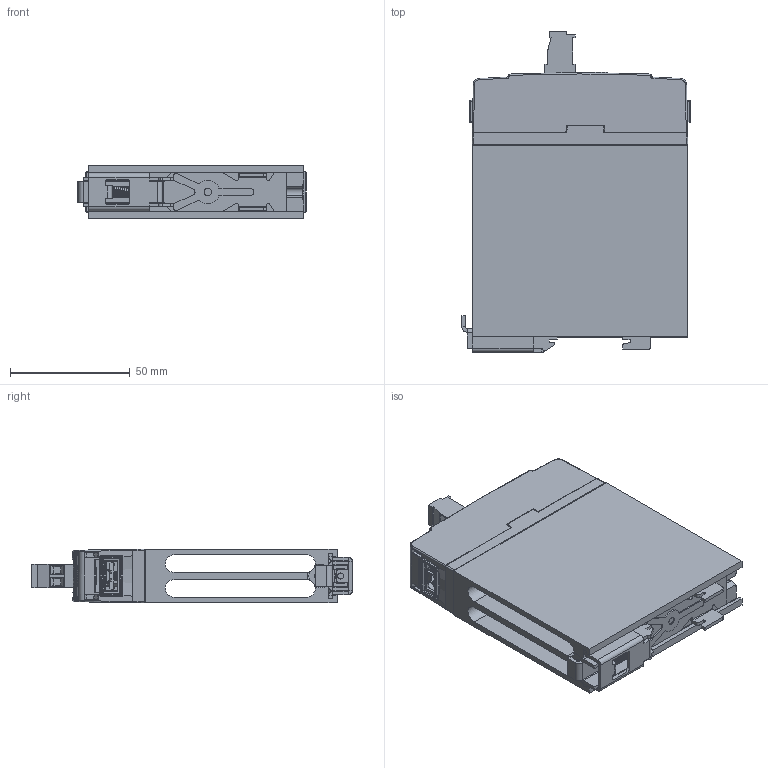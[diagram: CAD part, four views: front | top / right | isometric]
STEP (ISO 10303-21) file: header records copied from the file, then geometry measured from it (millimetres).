
FILE_DESCRIPTION (( 'STEP AP214' ), '1' );
FILE_NAME ('109904.STEP', '2015-08-25T18:59:10', ( 'test' ), ( '' ), 'SwSTEP 2.0', 'SolidWorks 2015', '' );
FILE_SCHEMA (( 'AUTOMOTIVE_DESIGN' ));
Length unit declared in the file: inch
Products named in the file (18): c-0284040-02-c-3d_001; Plastic_Marking_Feature; Din Rail Spring; 423770; 19278; 19279_Boss tool; 19212 REV10_REV10; 06-501 Rev C_001; socket head cap screw_ai_HX-SHCS 0.164-32x0.375x0.375-N; Top Cover 22.5MM_Standard NewS1 Hardware; 19275_Default<As Machined>; Shell 22.5MM contactor tooling_19276; 109904; Thermal pad 22.5mm; 8-32 Extractable Screw; 8-32_CAPTIVE_WASHER; Self_Extracting_8-32_Screw; CRYLOGO__small
Assembly tree (20 placements, depth 3):
  109904
    Shell 22.5MM contactor tooling_19276
    19275_Default<As Machined>  x2
    Top Cover 22.5MM_Standard NewS1 Hardware
    socket head cap screw_ai_HX-SHCS 0.164-32x0.375x0.375-N  x2
    06-501 Rev C_001
    19212 REV10_REV10
    423770
      19279_Boss tool
      19278
    Din Rail Spring
    Plastic_Marking_Feature
    c-0284040-02-c-3d_001
    CRYLOGO__small
    8-32 Extractable Screw  x2
      Self_Extracting_8-32_Screw
      8-32_CAPTIVE_WASHER
    Thermal pad 22.5mm
Bounding box: 95.22 x 133.83 x 22.5 mm (x, y, z)
Volume: 99988.1 mm3; surface area: 90619.1 mm2
Topology: 24 solids, 24 shells, 6637 faces, 16595 edges, 10396 vertices
Faces by surface type: plane 4268, cylinder 1100, bspline 634, sphere 304, cone 232, torus 99
Entity records: 168859 total; most frequent: CARTESIAN_POINT 58365, ORIENTED_EDGE 23604, DIRECTION 20287, EDGE_CURVE 11802, LINE 7655, VECTOR 7655, VERTEX_POINT 7368, AXIS2_PLACEMENT_3D 6316
